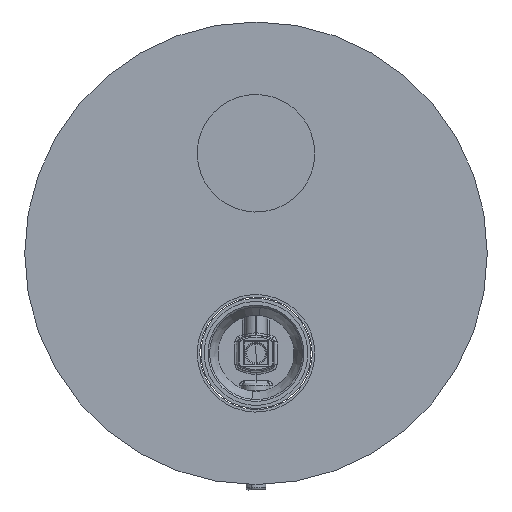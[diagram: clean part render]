
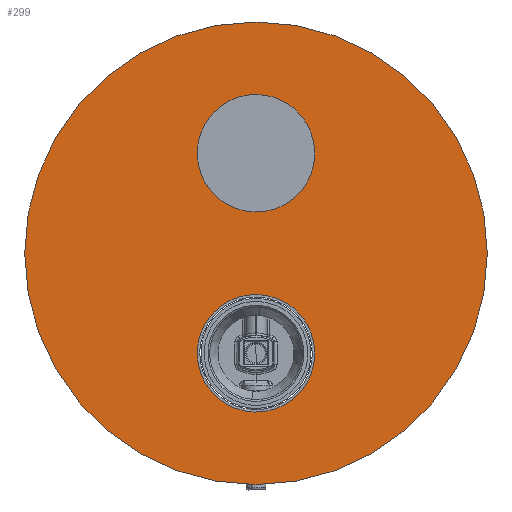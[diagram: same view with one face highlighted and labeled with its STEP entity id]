
A CAD part, front view. The second image highlights one B-rep face of the part: STEP entity #299.
In plain terms, the highlighted planar face has unit normal (0, -1, 0).
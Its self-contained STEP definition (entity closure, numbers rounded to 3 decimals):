
#97=CARTESIAN_POINT('Axis2P3D Location',(0.,75.,40.)) ;
#103=CARTESIAN_POINT('Control Point',(-12.227,75.,-20.069)) ;
#104=CARTESIAN_POINT('Control Point',(-10.194,75.,-21.307)) ;
#105=CARTESIAN_POINT('Control Point',(-8.004,75.,-22.289)) ;
#106=CARTESIAN_POINT('Control Point',(-5.7,75.,-22.986)) ;
#107=CARTESIAN_POINT('Control Point',(-0.966,75.,-23.782)) ;
#108=CARTESIAN_POINT('Control Point',(3.817,75.,-23.373)) ;
#109=CARTESIAN_POINT('Control Point',(6.17,75.,-22.864)) ;
#110=CARTESIAN_POINT('Control Point',(10.696,75.,-21.263)) ;
#111=CARTESIAN_POINT('Control Point',(14.68,75.,-18.584)) ;
#112=CARTESIAN_POINT('Control Point',(16.49,75.,-16.997)) ;
#113=CARTESIAN_POINT('Control Point',(19.671,75.,-13.401)) ;
#114=CARTESIAN_POINT('Control Point',(21.854,75.,-9.125)) ;
#115=CARTESIAN_POINT('Control Point',(22.667,75.,-6.859)) ;
#116=CARTESIAN_POINT('Control Point',(23.702,75.,-2.171)) ;
#117=CARTESIAN_POINT('Control Point',(23.536,75.,2.627)) ;
#118=CARTESIAN_POINT('Control Point',(23.148,75.,5.003)) ;
#119=CARTESIAN_POINT('Control Point',(21.778,75.,9.604)) ;
#120=CARTESIAN_POINT('Control Point',(19.304,75.,13.719)) ;
#121=CARTESIAN_POINT('Control Point',(17.811,75.,15.608)) ;
#122=CARTESIAN_POINT('Control Point',(15.752,75.,17.623)) ;
#123=CARTESIAN_POINT('Control Point',(13.431,75.,19.293)) ;
#124=CARTESIAN_POINT('Control Point',(13.036,75.,19.562)) ;
#125=CARTESIAN_POINT('Control Point',(12.634,75.,19.82)) ;
#126=CARTESIAN_POINT('Control Point',(12.227,75.,20.069)) ;
#127=CARTESIAN_POINT('Vertex',(-12.227,75.,-20.069)) ;
#129=CARTESIAN_POINT('Vertex',(12.227,75.,20.069)) ;
#133=CARTESIAN_POINT('Control Point',(12.227,75.,20.069)) ;
#134=CARTESIAN_POINT('Control Point',(10.194,75.,21.307)) ;
#135=CARTESIAN_POINT('Control Point',(8.004,75.,22.289)) ;
#136=CARTESIAN_POINT('Control Point',(5.7,75.,22.986)) ;
#137=CARTESIAN_POINT('Control Point',(0.966,75.,23.782)) ;
#138=CARTESIAN_POINT('Control Point',(-3.817,75.,23.373)) ;
#139=CARTESIAN_POINT('Control Point',(-6.17,75.,22.864)) ;
#140=CARTESIAN_POINT('Control Point',(-10.696,75.,21.263)) ;
#141=CARTESIAN_POINT('Control Point',(-14.68,75.,18.584)) ;
#142=CARTESIAN_POINT('Control Point',(-16.49,75.,16.997)) ;
#143=CARTESIAN_POINT('Control Point',(-19.671,75.,13.401)) ;
#144=CARTESIAN_POINT('Control Point',(-21.854,75.,9.125)) ;
#145=CARTESIAN_POINT('Control Point',(-22.667,75.,6.859)) ;
#146=CARTESIAN_POINT('Control Point',(-23.702,75.,2.171)) ;
#147=CARTESIAN_POINT('Control Point',(-23.536,75.,-2.627)) ;
#148=CARTESIAN_POINT('Control Point',(-23.148,75.,-5.003)) ;
#149=CARTESIAN_POINT('Control Point',(-21.778,75.,-9.604)) ;
#150=CARTESIAN_POINT('Control Point',(-19.304,75.,-13.719)) ;
#151=CARTESIAN_POINT('Control Point',(-17.811,75.,-15.608)) ;
#152=CARTESIAN_POINT('Control Point',(-15.752,75.,-17.623)) ;
#153=CARTESIAN_POINT('Control Point',(-13.431,75.,-19.293)) ;
#154=CARTESIAN_POINT('Control Point',(-13.036,75.,-19.562)) ;
#155=CARTESIAN_POINT('Control Point',(-12.634,75.,-19.82)) ;
#156=CARTESIAN_POINT('Control Point',(-12.227,75.,-20.069)) ;
#176=CARTESIAN_POINT('Vertex',(-92.5,75.,40.)) ;
#181=CARTESIAN_POINT('Axis2P3D Location',(0.,75.,40.)) ;
#185=CARTESIAN_POINT('Vertex',(92.5,75.,40.)) ;
#208=CARTESIAN_POINT('Axis2P3D Location',(0.,75.,40.)) ;
#227=CARTESIAN_POINT('Control Point',(12.227,75.,100.069)) ;
#228=CARTESIAN_POINT('Control Point',(10.194,75.,101.307)) ;
#229=CARTESIAN_POINT('Control Point',(8.004,75.,102.289)) ;
#230=CARTESIAN_POINT('Control Point',(5.7,75.,102.986)) ;
#231=CARTESIAN_POINT('Control Point',(0.966,75.,103.782)) ;
#232=CARTESIAN_POINT('Control Point',(-3.817,75.,103.373)) ;
#233=CARTESIAN_POINT('Control Point',(-6.17,75.,102.864)) ;
#234=CARTESIAN_POINT('Control Point',(-10.696,75.,101.263)) ;
#235=CARTESIAN_POINT('Control Point',(-14.68,75.,98.584)) ;
#236=CARTESIAN_POINT('Control Point',(-16.49,75.,96.997)) ;
#237=CARTESIAN_POINT('Control Point',(-19.671,75.,93.401)) ;
#238=CARTESIAN_POINT('Control Point',(-21.854,75.,89.125)) ;
#239=CARTESIAN_POINT('Control Point',(-22.667,75.,86.859)) ;
#240=CARTESIAN_POINT('Control Point',(-23.702,75.,82.171)) ;
#241=CARTESIAN_POINT('Control Point',(-23.536,75.,77.373)) ;
#242=CARTESIAN_POINT('Control Point',(-23.148,75.,74.997)) ;
#243=CARTESIAN_POINT('Control Point',(-21.778,75.,70.396)) ;
#244=CARTESIAN_POINT('Control Point',(-19.304,75.,66.281)) ;
#245=CARTESIAN_POINT('Control Point',(-17.811,75.,64.392)) ;
#246=CARTESIAN_POINT('Control Point',(-15.752,75.,62.377)) ;
#247=CARTESIAN_POINT('Control Point',(-13.431,75.,60.707)) ;
#248=CARTESIAN_POINT('Control Point',(-13.036,75.,60.438)) ;
#249=CARTESIAN_POINT('Control Point',(-12.634,75.,60.18)) ;
#250=CARTESIAN_POINT('Control Point',(-12.227,75.,59.931)) ;
#251=CARTESIAN_POINT('Vertex',(12.227,75.,100.069)) ;
#253=CARTESIAN_POINT('Vertex',(-12.227,75.,59.931)) ;
#257=CARTESIAN_POINT('Control Point',(-12.227,75.,59.931)) ;
#258=CARTESIAN_POINT('Control Point',(-10.194,75.,58.693)) ;
#259=CARTESIAN_POINT('Control Point',(-8.004,75.,57.711)) ;
#260=CARTESIAN_POINT('Control Point',(-5.7,75.,57.014)) ;
#261=CARTESIAN_POINT('Control Point',(-0.966,75.,56.218)) ;
#262=CARTESIAN_POINT('Control Point',(3.817,75.,56.627)) ;
#263=CARTESIAN_POINT('Control Point',(6.17,75.,57.136)) ;
#264=CARTESIAN_POINT('Control Point',(10.696,75.,58.737)) ;
#265=CARTESIAN_POINT('Control Point',(14.68,75.,61.416)) ;
#266=CARTESIAN_POINT('Control Point',(16.49,75.,63.003)) ;
#267=CARTESIAN_POINT('Control Point',(19.671,75.,66.599)) ;
#268=CARTESIAN_POINT('Control Point',(21.854,75.,70.875)) ;
#269=CARTESIAN_POINT('Control Point',(22.667,75.,73.141)) ;
#270=CARTESIAN_POINT('Control Point',(23.702,75.,77.829)) ;
#271=CARTESIAN_POINT('Control Point',(23.536,75.,82.627)) ;
#272=CARTESIAN_POINT('Control Point',(23.148,75.,85.003)) ;
#273=CARTESIAN_POINT('Control Point',(21.778,75.,89.604)) ;
#274=CARTESIAN_POINT('Control Point',(19.304,75.,93.719)) ;
#275=CARTESIAN_POINT('Control Point',(17.811,75.,95.608)) ;
#276=CARTESIAN_POINT('Control Point',(15.752,75.,97.623)) ;
#277=CARTESIAN_POINT('Control Point',(13.431,75.,99.293)) ;
#278=CARTESIAN_POINT('Control Point',(13.036,75.,99.562)) ;
#279=CARTESIAN_POINT('Control Point',(12.634,75.,99.82)) ;
#280=CARTESIAN_POINT('Control Point',(12.227,75.,100.069)) ;
#98=DIRECTION('Axis2P3D Direction',(0.,1.,0.)) ;
#99=DIRECTION('Axis2P3D XDirection',(-1.,0.,0.)) ;
#182=DIRECTION('Axis2P3D Direction',(0.,1.,0.)) ;
#209=DIRECTION('Axis2P3D Direction',(0.,1.,0.)) ;
#100=AXIS2_PLACEMENT_3D('Plane Axis2P3D',#97,#98,#99) ;
#183=AXIS2_PLACEMENT_3D('Circle Axis2P3D',#181,#182,$) ;
#210=AXIS2_PLACEMENT_3D('Circle Axis2P3D',#208,#209,$) ;
#184=CIRCLE('generated circle',#183,92.5) ;
#211=CIRCLE('generated circle',#210,92.5) ;
#101=PLANE('',#100) ;
#294=FACE_BOUND('',#291,.T.) ;
#298=FACE_BOUND('',#295,.T.) ;
#131=EDGE_CURVE('',#128,#130,#102,.T.) ;
#157=EDGE_CURVE('',#130,#128,#132,.T.) ;
#187=EDGE_CURVE('',#177,#186,#184,.T.) ;
#212=EDGE_CURVE('',#186,#177,#211,.T.) ;
#255=EDGE_CURVE('',#252,#254,#226,.T.) ;
#281=EDGE_CURVE('',#254,#252,#256,.T.) ;
#288=ORIENTED_EDGE('',*,*,#187,.F.) ;
#289=ORIENTED_EDGE('',*,*,#212,.F.) ;
#292=ORIENTED_EDGE('',*,*,#157,.F.) ;
#293=ORIENTED_EDGE('',*,*,#131,.F.) ;
#296=ORIENTED_EDGE('',*,*,#255,.F.) ;
#297=ORIENTED_EDGE('',*,*,#281,.F.) ;
#287=EDGE_LOOP('',(#288,#289)) ;
#291=EDGE_LOOP('',(#292,#293)) ;
#295=EDGE_LOOP('',(#296,#297)) ;
#128=VERTEX_POINT('',#127) ;
#130=VERTEX_POINT('',#129) ;
#177=VERTEX_POINT('',#176) ;
#186=VERTEX_POINT('',#185) ;
#252=VERTEX_POINT('',#251) ;
#254=VERTEX_POINT('',#253) ;
#299=ADVANCED_FACE('PartBody',(#290,#294,#298),#101,.F.) ;
#102=B_SPLINE_CURVE_WITH_KNOTS('',5,(#103,#104,#105,#106,#107,#108,#109,#110,#111,#112,#113,#114,#115,#116,#117,#118,#119,#120,#121,#122,#123,#124,#125,#126),.UNSPECIFIED.,.F.,.U.,(6,3,3,3,3,3,3,6),(0.,16.835,33.674,50.514,67.353,84.192,101.032,104.406),.UNSPECIFIED.) ;
#132=B_SPLINE_CURVE_WITH_KNOTS('',5,(#133,#134,#135,#136,#137,#138,#139,#140,#141,#142,#143,#144,#145,#146,#147,#148,#149,#150,#151,#152,#153,#154,#155,#156),.UNSPECIFIED.,.F.,.U.,(6,3,3,3,3,3,3,6),(0.,16.835,33.674,50.514,67.353,84.192,101.032,104.406),.UNSPECIFIED.) ;
#226=B_SPLINE_CURVE_WITH_KNOTS('',5,(#227,#228,#229,#230,#231,#232,#233,#234,#235,#236,#237,#238,#239,#240,#241,#242,#243,#244,#245,#246,#247,#248,#249,#250),.UNSPECIFIED.,.F.,.U.,(6,3,3,3,3,3,3,6),(0.,16.835,33.674,50.514,67.353,84.192,101.032,104.406),.UNSPECIFIED.) ;
#256=B_SPLINE_CURVE_WITH_KNOTS('',5,(#257,#258,#259,#260,#261,#262,#263,#264,#265,#266,#267,#268,#269,#270,#271,#272,#273,#274,#275,#276,#277,#278,#279,#280),.UNSPECIFIED.,.F.,.U.,(6,3,3,3,3,3,3,6),(0.,16.835,33.674,50.514,67.353,84.192,101.032,104.406),.UNSPECIFIED.) ;
#290=FACE_OUTER_BOUND('',#287,.T.) ;
